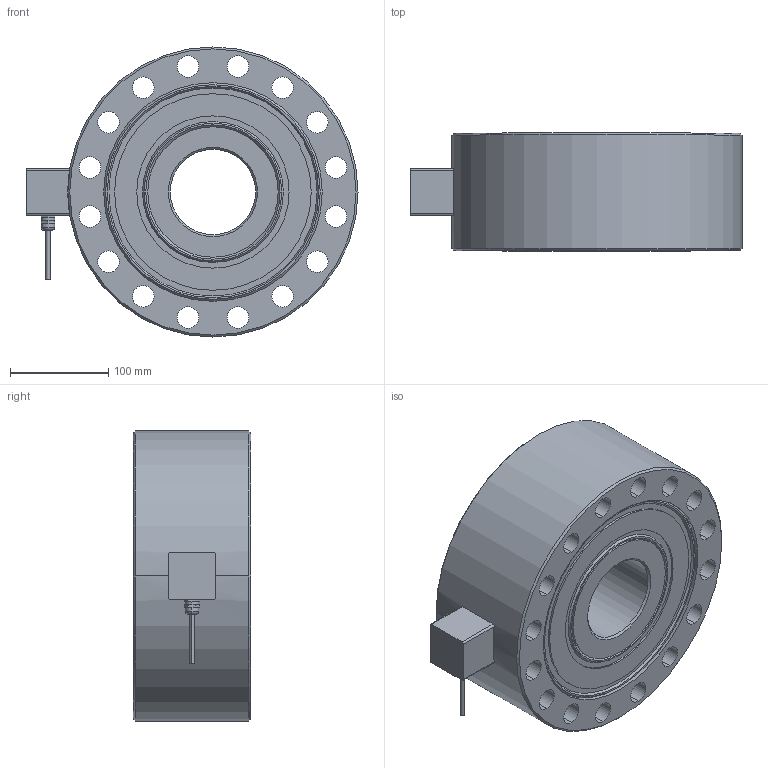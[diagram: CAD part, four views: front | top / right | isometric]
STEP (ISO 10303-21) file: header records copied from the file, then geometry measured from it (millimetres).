
FILE_DESCRIPTION (( 'STEP AP214' ), '1' );
FILE_NAME ('363YH-200t.STEP', '2024-01-30T18:45:12', ( '' ), ( '' ), 'SwSTEP 2.0', 'SolidWorks 2022', '' );
FILE_SCHEMA (( 'AUTOMOTIVE_DESIGN' ));
Length unit declared in the file: millimetre
Products named in the file (1): 363YH-200t
Bounding box: 338.7 x 120 x 296 mm (x, y, z)
Volume: 6745529.8 mm3; surface area: 412107.1 mm2
Topology: 2 solids, 2 shells, 140 faces, 327 edges, 204 vertices
Faces by surface type: cylinder 62, plane 52, cone 24, torus 2
Entity records: 4230 total; most frequent: DIRECTION 777, CARTESIAN_POINT 728, ORIENTED_EDGE 654, EDGE_CURVE 327, AXIS2_PLACEMENT_3D 313, VERTEX_POINT 204, EDGE_LOOP 187, CIRCLE 172
